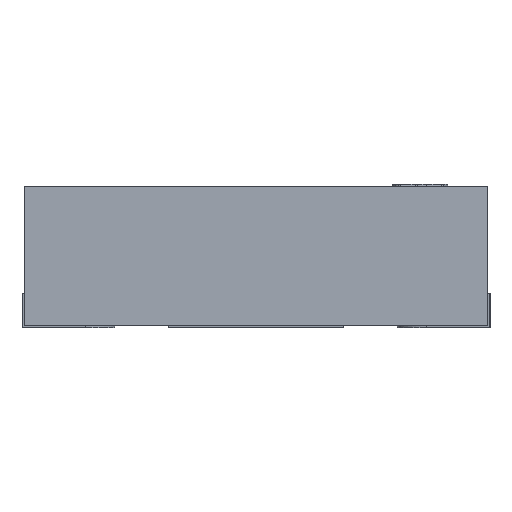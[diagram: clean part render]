
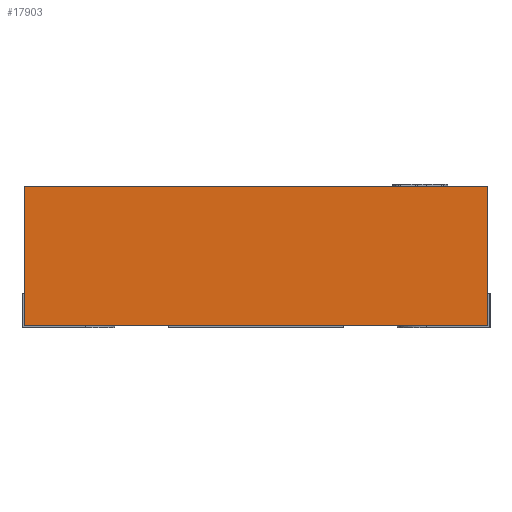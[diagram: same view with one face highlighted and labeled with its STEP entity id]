
A CAD part, front view. The second image highlights one B-rep face of the part: STEP entity #17903.
In plain terms, the highlighted planar face has unit normal (0, -1, 0).
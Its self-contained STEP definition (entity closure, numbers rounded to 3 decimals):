
#6 = DIRECTION ( 'NONE',  ( 1., 0., 0. ) ) ;
#65 = CARTESIAN_POINT ( 'NONE',  ( -1., -1., 0.01 ) ) ;
#206 = CARTESIAN_POINT ( 'NONE',  ( -1., -1., 0.61 ) ) ;
#976 = CARTESIAN_POINT ( 'NONE',  ( -1., -1., 0.61 ) ) ;
#1308 = EDGE_CURVE ( 'NONE', #12865, #1710, #14934, .T. ) ;
#1710 = VERTEX_POINT ( 'NONE', #3726 ) ;
#2193 = CARTESIAN_POINT ( 'NONE',  ( 1., -1., 0.61 ) ) ;
#2655 = DIRECTION ( 'NONE',  ( 0., 1., 0. ) ) ;
#3415 = LINE ( 'NONE', #9483, #4998 ) ;
#3726 = CARTESIAN_POINT ( 'NONE',  ( 1., -1., 0.01 ) ) ;
#4998 = VECTOR ( 'NONE', #17741, 1000. ) ;
#5682 = DIRECTION ( 'NONE',  ( 0., 0., 1. ) ) ;
#5894 = EDGE_CURVE ( 'NONE', #16694, #9062, #11306, .T. ) ;
#5997 = AXIS2_PLACEMENT_3D ( 'NONE', #976, #2655, #5682 ) ;
#6479 = ORIENTED_EDGE ( 'NONE', *, *, #1308, .T. ) ;
#6615 = LINE ( 'NONE', #16429, #18431 ) ;
#7031 = VECTOR ( 'NONE', #17928, 1000. ) ;
#8422 = CARTESIAN_POINT ( 'NONE',  ( -1., -1., 0.01 ) ) ;
#8589 = DIRECTION ( 'NONE',  ( 0., 0., -1. ) ) ;
#8709 = PLANE ( 'NONE',  #5997 ) ;
#8820 = EDGE_CURVE ( 'NONE', #9062, #1710, #6615, .T. ) ;
#9062 = VERTEX_POINT ( 'NONE', #2193 ) ;
#9483 = CARTESIAN_POINT ( 'NONE',  ( -1., -1., 0.61 ) ) ;
#10100 = ORIENTED_EDGE ( 'NONE', *, *, #14245, .T. ) ;
#10576 = FACE_OUTER_BOUND ( 'NONE', #17299, .T. ) ;
#11306 = LINE ( 'NONE', #206, #15657 ) ;
#12865 = VERTEX_POINT ( 'NONE', #65 ) ;
#13845 = ORIENTED_EDGE ( 'NONE', *, *, #5894, .F. ) ;
#14245 = EDGE_CURVE ( 'NONE', #16694, #12865, #3415, .T. ) ;
#14934 = LINE ( 'NONE', #8422, #7031 ) ;
#15657 = VECTOR ( 'NONE', #6, 1000. ) ;
#15977 = CARTESIAN_POINT ( 'NONE',  ( -1., -1., 0.61 ) ) ;
#16429 = CARTESIAN_POINT ( 'NONE',  ( 1., -1., 0.61 ) ) ;
#16694 = VERTEX_POINT ( 'NONE', #15977 ) ;
#17299 = EDGE_LOOP ( 'NONE', ( #6479, #19009, #13845, #10100 ) ) ;
#17741 = DIRECTION ( 'NONE',  ( 0., 0., -1. ) ) ;
#17903 = ADVANCED_FACE ( 'NONE', ( #10576 ), #8709, .F. ) ;
#17928 = DIRECTION ( 'NONE',  ( 1., 0., 0. ) ) ;
#18431 = VECTOR ( 'NONE', #8589, 1000. ) ;
#19009 = ORIENTED_EDGE ( 'NONE', *, *, #8820, .F. ) ;
